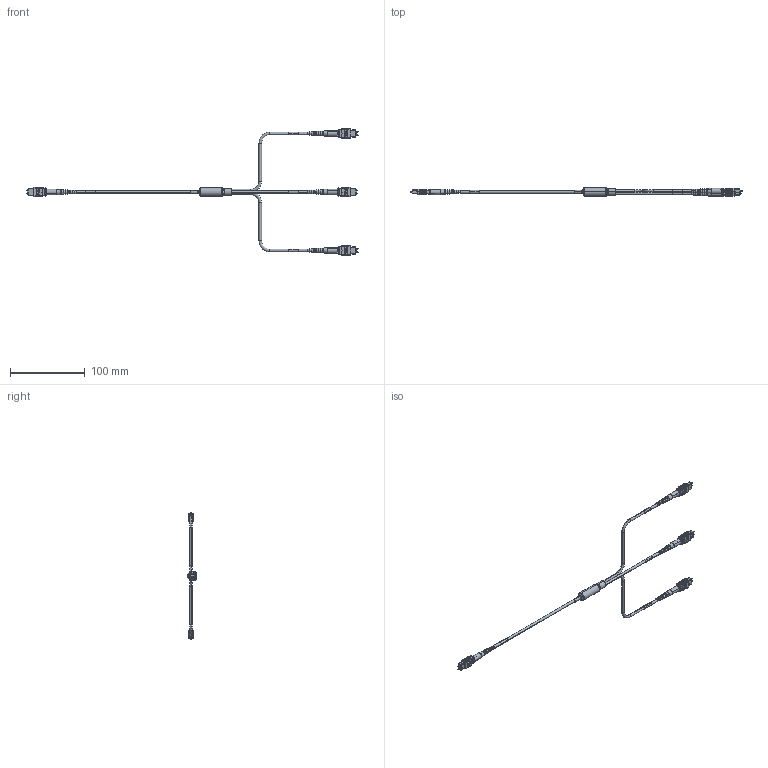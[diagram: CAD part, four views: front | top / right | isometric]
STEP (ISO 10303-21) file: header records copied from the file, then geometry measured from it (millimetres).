
FILE_DESCRIPTION (( 'STEP AP214' ), '1' );
FILE_NAME ('MPM24-MPM308OM5Z.STEP', '2019-03-28T13:21:41', ( '' ), ( '' ), 'SwSTEP 2.0', 'SolidWorks 2017', '' );
FILE_SCHEMA (( 'AUTOMOTIVE_DESIGN' ));
Length unit declared in the file: millimetre
Products named in the file (12): MPM24-MPM308-MA6_.150 ID; 3AB04-014-MA1; MPF24-MPF-MA5_OM5; MPF24-MPF-MA2_ROUND; 3AB04-014-MA4; 3AB04-014-MA5; 3AB04-014-MA3; 3AB04-014_MALE (with pins); MPM24-MPM308OM5Z; MPM24-MPM308-MA4_OM5; 3AB04-014-MA2_MALE (with pins); MPM24-MPM308-MA1_OM5
Assembly tree (18 placements, depth 3):
  MPM24-MPM308OM5Z
    3AB04-014_MALE (with pins)  x4
      3AB04-014-MA2_MALE (with pins)
      3AB04-014-MA3
      3AB04-014-MA4
      3AB04-014-MA1
      3AB04-014-MA5
    MPM24-MPM308-MA1_OM5
    MPF24-MPF-MA2_ROUND
    MPM24-MPM308-MA4_OM5  x2
    MPF24-MPF-MA5_OM5
    MPM24-MPM308-MA6_.150 ID  x4
Bounding box: 442.7 x 11.42 x 168.41 mm (x, y, z)
Volume: 17474.9 mm3; surface area: 27202.9 mm2
Topology: 29 solids, 29 shells, 1700 faces, 4734 edges, 3100 vertices
Faces by surface type: plane 1262, cylinder 290, bspline 80, torus 40, cone 28
Entity records: 16496 total; most frequent: CARTESIAN_POINT 4264, ORIENTED_EDGE 2464, DIRECTION 2334, EDGE_CURVE 1232, VECTOR 818, LINE 818, VERTEX_POINT 802, AXIS2_PLACEMENT_3D 758
